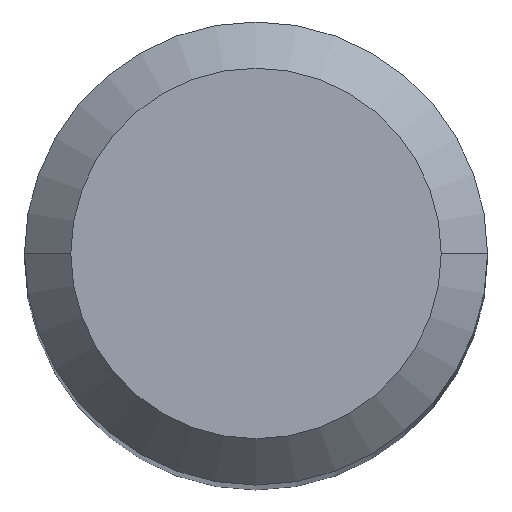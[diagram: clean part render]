
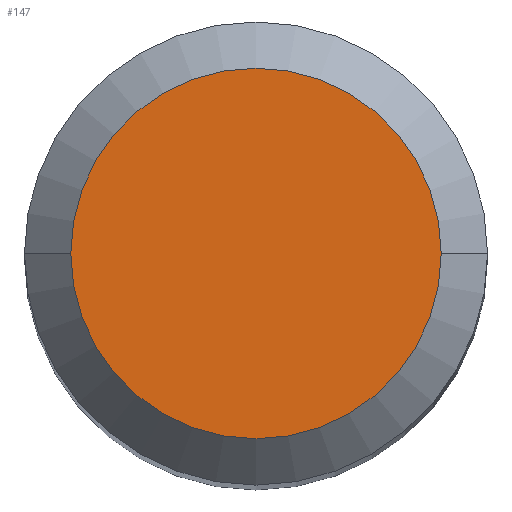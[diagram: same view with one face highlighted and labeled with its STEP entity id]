
A CAD part, top view. The second image highlights one B-rep face of the part: STEP entity #147.
In plain terms, the highlighted planar face has unit normal (0, 0, 1).
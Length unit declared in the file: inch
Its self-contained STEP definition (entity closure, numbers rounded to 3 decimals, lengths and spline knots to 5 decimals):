
#23 = CARTESIAN_POINT ( 'NONE',  ( -0.09448, 0., 0. ) ) ;
#47 = DIRECTION ( 'NONE',  ( -1., 0., 0. ) ) ;
#67 = DIRECTION ( 'NONE',  ( 1., 0., 0. ) ) ;
#79 = CARTESIAN_POINT ( 'NONE',  ( 0., 0., 0. ) ) ;
#80 = ORIENTED_EDGE ( 'NONE', *, *, #365, .T. ) ;
#88 = DIRECTION ( 'NONE',  ( 1., 0., 0. ) ) ;
#112 = ORIENTED_EDGE ( 'NONE', *, *, #161, .T. ) ;
#135 = EDGE_LOOP ( 'NONE', ( #80, #112 ) ) ;
#144 = CARTESIAN_POINT ( 'NONE',  ( 0.09448, 0., 0. ) ) ;
#147 = ADVANCED_FACE ( 'NONE', ( #155 ), #266, .F. ) ;
#155 = FACE_OUTER_BOUND ( 'NONE', #135, .T. ) ;
#161 = EDGE_CURVE ( 'NONE', #424, #194, #443, .T. ) ;
#173 = AXIS2_PLACEMENT_3D ( 'NONE', #364, #336, #67 ) ;
#194 = VERTEX_POINT ( 'NONE', #23 ) ;
#229 = CARTESIAN_POINT ( 'NONE',  ( 0., 0., 0. ) ) ;
#266 = PLANE ( 'NONE',  #367 ) ;
#283 = DIRECTION ( 'NONE',  ( 0., 0., -1. ) ) ;
#312 = AXIS2_PLACEMENT_3D ( 'NONE', #229, #389, #88 ) ;
#336 = DIRECTION ( 'NONE',  ( 0., 0., 1. ) ) ;
#356 = CIRCLE ( 'NONE', #173, 0.09448 ) ;
#364 = CARTESIAN_POINT ( 'NONE',  ( 0., 0., 0. ) ) ;
#365 = EDGE_CURVE ( 'NONE', #194, #424, #356, .T. ) ;
#367 = AXIS2_PLACEMENT_3D ( 'NONE', #79, #283, #47 ) ;
#389 = DIRECTION ( 'NONE',  ( 0., 0., 1. ) ) ;
#424 = VERTEX_POINT ( 'NONE', #144 ) ;
#443 = CIRCLE ( 'NONE', #312, 0.09448 ) ;
